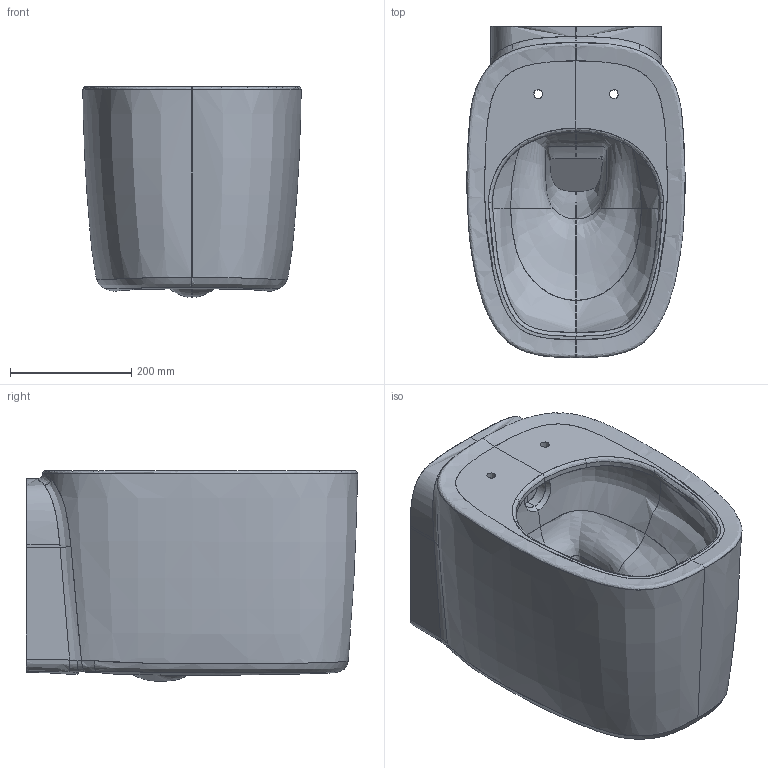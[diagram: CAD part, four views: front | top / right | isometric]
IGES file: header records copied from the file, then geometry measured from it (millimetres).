
Global section: file name: 7830.igs; native system: NX V12.0; preprocessor: SIEMENS PLM Software NX 12.0; date: 20210906.134810; units: millimetre
Bounding box: 360.42 x 547.03 x 347.72 mm (x, y, z)
Surface area: 1337821.1 mm2 (no closed solid volume)
Topology: 0 solids, 0 shells, 334 faces, 2753 edges, 2723 vertices
Faces by surface type: bspline 308, offset 26
